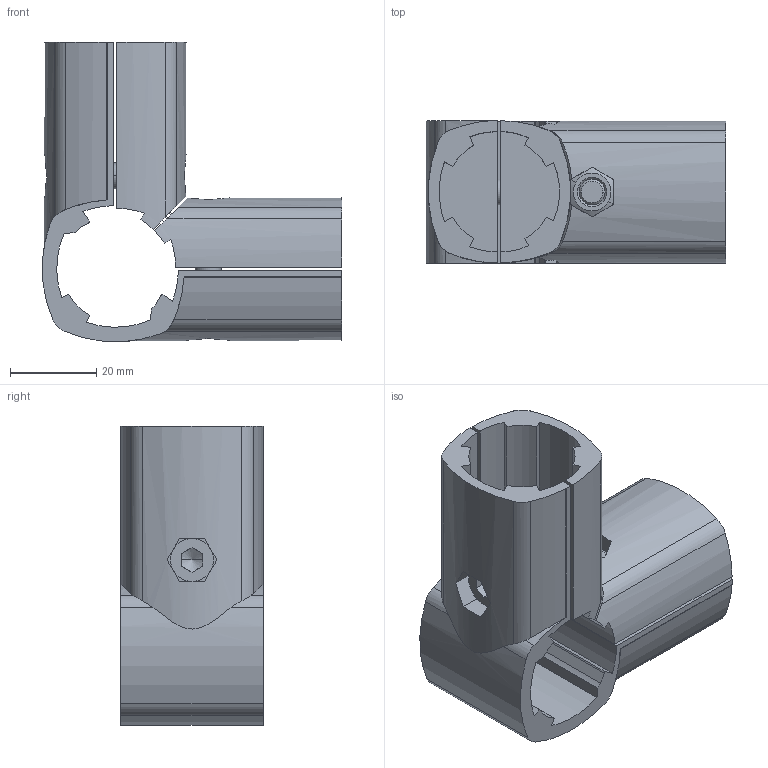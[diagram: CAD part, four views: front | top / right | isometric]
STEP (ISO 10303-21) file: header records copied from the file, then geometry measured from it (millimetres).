
FILE_DESCRIPTION(/* description */ (''),/* implementation_level */ '2;1');
FILE_NAME(/* name */ '41D-163-0.stp',/* time_stamp */ '2022-07-21T10:58:27-04:00',/* author */ ('aorselli'),/* organization */ (''),/* preprocessor_version */ 'ST-DEVELOPER v18.1',/* originating_system */ 'AutoCAD Mechanical',/* authorisation */ '');
FILE_SCHEMA (('AUTOMOTIVE_DESIGN { 1 0 10303 214 3 1 1 }'));
Length unit declared in the file: millimetre
Products named in the file (1): 41D-163-0
Bounding box: 69.46 x 33 x 69.46 mm (x, y, z)
Volume: 53446.1 mm3; surface area: 27445.8 mm2
Topology: 7 solids, 7 shells, 228 faces, 622 edges, 410 vertices
Faces by surface type: plane 104, cylinder 100, cone 24
Entity records: 7825 total; most frequent: CARTESIAN_POINT 2044, ORIENTED_EDGE 1236, DIRECTION 1164, EDGE_CURVE 618, AXIS2_PLACEMENT_3D 423, VERTEX_POINT 410, LINE 318, VECTOR 318
